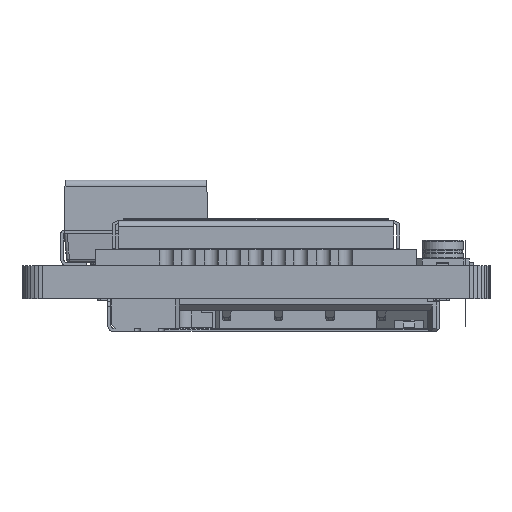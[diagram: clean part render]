
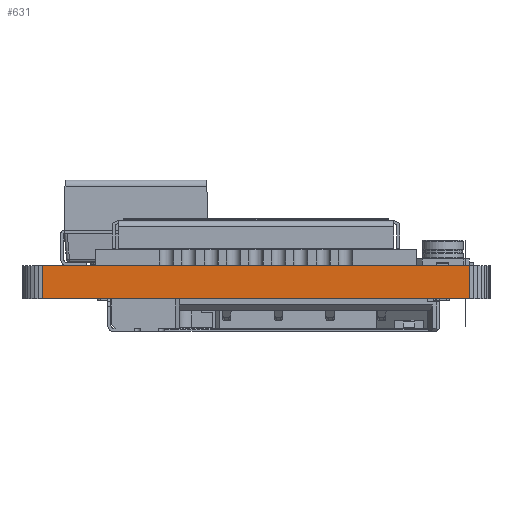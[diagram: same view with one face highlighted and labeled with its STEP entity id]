
A CAD part, left-side view. The second image highlights one B-rep face of the part: STEP entity #631.
In plain terms, the highlighted planar face has unit normal (-1, 0, 0).
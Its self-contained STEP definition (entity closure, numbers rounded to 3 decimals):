
#575 = VERTEX_POINT('',#576);
#576 = CARTESIAN_POINT('',(21.1,-5.2,0.82));
#582 = EDGE_CURVE('',#583,#575,#585,.T.);
#583 = VERTEX_POINT('',#584);
#584 = CARTESIAN_POINT('',(21.1,-5.2,-0.82));
#585 = LINE('',#586,#587);
#586 = CARTESIAN_POINT('',(21.1,-5.2,-0.82));
#587 = VECTOR('',#588,1.);
#588 = DIRECTION('',(0.,0.,1.));
#631 = ADVANCED_FACE('',(#632),#657,.F.);
#632 = FACE_BOUND('',#633,.F.);
#633 = EDGE_LOOP('',(#634,#635,#643,#651));
#634 = ORIENTED_EDGE('',*,*,#582,.T.);
#635 = ORIENTED_EDGE('',*,*,#636,.T.);
#636 = EDGE_CURVE('',#575,#637,#639,.T.);
#637 = VERTEX_POINT('',#638);
#638 = CARTESIAN_POINT('',(21.1,-26.2,0.82));
#639 = LINE('',#640,#641);
#640 = CARTESIAN_POINT('',(21.1,-5.2,0.82));
#641 = VECTOR('',#642,1.);
#642 = DIRECTION('',(0.,-1.,0.));
#643 = ORIENTED_EDGE('',*,*,#644,.F.);
#644 = EDGE_CURVE('',#645,#637,#647,.T.);
#645 = VERTEX_POINT('',#646);
#646 = CARTESIAN_POINT('',(21.1,-26.2,-0.82));
#647 = LINE('',#648,#649);
#648 = CARTESIAN_POINT('',(21.1,-26.2,-0.82));
#649 = VECTOR('',#650,1.);
#650 = DIRECTION('',(0.,0.,1.));
#651 = ORIENTED_EDGE('',*,*,#652,.F.);
#652 = EDGE_CURVE('',#583,#645,#653,.T.);
#653 = LINE('',#654,#655);
#654 = CARTESIAN_POINT('',(21.1,-5.2,-0.82));
#655 = VECTOR('',#656,1.);
#656 = DIRECTION('',(0.,-1.,0.));
#657 = PLANE('',#658);
#658 = AXIS2_PLACEMENT_3D('',#659,#660,#661);
#659 = CARTESIAN_POINT('',(21.1,-5.2,-0.82));
#660 = DIRECTION('',(1.,0.,0.));
#661 = DIRECTION('',(0.,-1.,0.));
